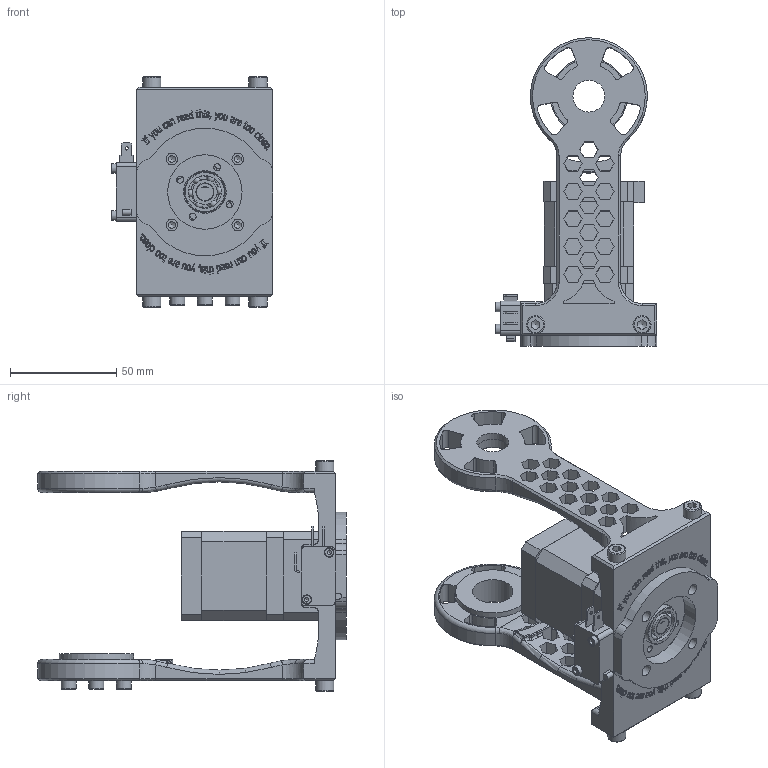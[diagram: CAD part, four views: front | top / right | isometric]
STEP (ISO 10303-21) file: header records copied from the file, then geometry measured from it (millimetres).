
FILE_DESCRIPTION(/* description */ (''),/* implementation_level */ '2;1');
FILE_NAME(/* name */ 'long_link.stp',/* time_stamp */ '2021-11-24T19:21:12+01:00',/* author */ ('Teo'),/* organization */ (''),/* preprocessor_version */ 'ST-DEVELOPER v18.1',/* originating_system */ 'Autodesk Inventor 2022',/* authorisation */ '');
FILE_SCHEMA (('AUTOMOTIVE_DESIGN { 1 0 10303 214 3 1 1 }'));
Products named in the file (1): long_link
Bounding box: 76.1 x 145 x 108.5 mm (x, y, z)
Volume: 231551.1 mm3; surface area: 75811.9 mm2
Topology: 14 solids, 22 shells, 2012 faces, 5422 edges, 3534 vertices
Faces by surface type: plane 1038, bspline 523, cylinder 295, torus 71, cone 71, sphere 14
Full cylindrical faces by diameter (mm): 0.6 x9, 1.016 x5, 1.5 x3, 2.5 x4, 3 x6, 3.25 x2, 3.3 x4, 4.5 x2, 5 x4, 5.5 x4, 6 x4, 7 x4, 8 x5, 8.5 x4, 9.1 x2, 11 x2, 11.52 x4, 15 x3, 15.48 x4, 19 x6, 30 x1, 35 x2, 37 x1, 38 x2
Entity records: 70686 total; most frequent: CARTESIAN_POINT 20649, ORIENTED_EDGE 10812, DIRECTION 8461, EDGE_CURVE 5406, VERTEX_POINT 3582, LINE 3007, VECTOR 3007, AXIS2_PLACEMENT_3D 2727
